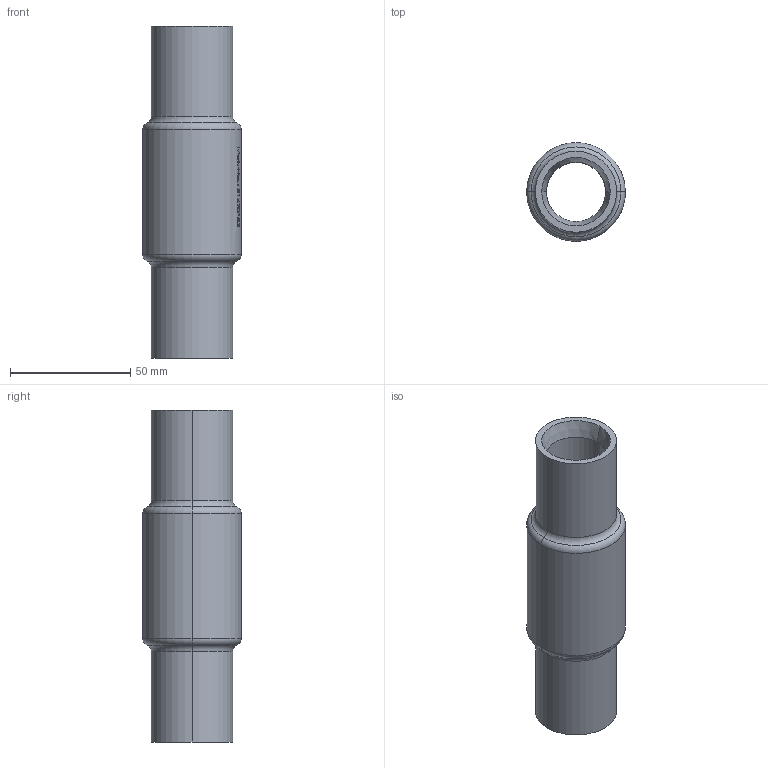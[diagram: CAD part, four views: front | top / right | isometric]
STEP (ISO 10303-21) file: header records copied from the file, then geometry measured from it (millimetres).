
FILE_DESCRIPTION (( 'STEP AP214' ), '1' );
FILE_NAME ('7110000_DN025_ PN40_51420183.STEP', '2022-02-25T10:21:03', ( 'axxx' ), ( 'Hewlett-Packard Company' ), 'SwSTEP 2.0', 'SolidWorks 2019', '' );
FILE_SCHEMA (( 'AUTOMOTIVE_DESIGN' ));
Length unit declared in the file: millimetre
Products named in the file (1): 7110000_DN025_ PN40_51420183
Bounding box: 41 x 41 x 138 mm (x, y, z)
Volume: 80136.6 mm3; surface area: 29848.8 mm2
Topology: 1 solids, 1 shells, 511 faces, 1322 edges, 876 vertices
Faces by surface type: plane 246, bspline 224, cylinder 29, torus 8, cone 4
Entity records: 27836 total; most frequent: CARTESIAN_POINT 16876, ORIENTED_EDGE 2644, DIRECTION 1506, EDGE_CURVE 1322, VERTEX_POINT 876, VECTOR 734, LINE 734, EDGE_LOOP 576
